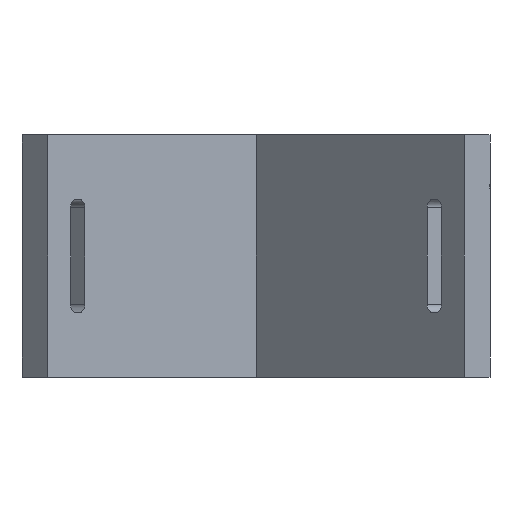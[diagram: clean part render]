
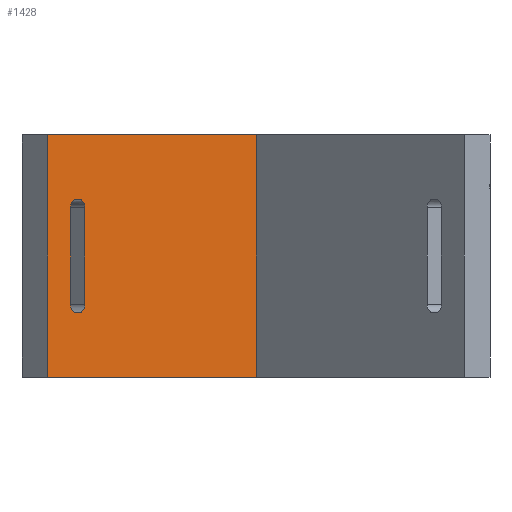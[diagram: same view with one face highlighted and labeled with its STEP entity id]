
A CAD part, left-side view. The second image highlights one B-rep face of the part: STEP entity #1428.
In plain terms, the highlighted planar face has unit normal (-0.707, -0.707, 0).
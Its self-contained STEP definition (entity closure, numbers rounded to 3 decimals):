
#42=FACE_BOUND('',#246,.T.);
#75=PLANE('',#1611);
#157=FACE_OUTER_BOUND('',#245,.T.);
#245=EDGE_LOOP('',(#1276,#1277,#1278,#1279));
#246=EDGE_LOOP('',(#1280,#1281,#1282,#1283,#1284,#1285,#1286,#1287));
#271=CIRCLE('',#1478,1.);
#272=CIRCLE('',#1481,1.);
#273=CIRCLE('',#1485,1.);
#274=CIRCLE('',#1489,1.);
#344=LINE('',#2151,#461);
#348=LINE('',#2174,#465);
#352=LINE('',#2186,#469);
#357=LINE('',#2200,#474);
#367=LINE('',#2259,#484);
#398=LINE('',#2460,#515);
#439=LINE('',#2630,#556);
#440=LINE('',#2631,#557);
#461=VECTOR('',#1681,10.);
#465=VECTOR('',#1693,10.);
#469=VECTOR('',#1705,10.);
#474=VECTOR('',#1720,10.);
#484=VECTOR('',#1748,10.);
#515=VECTOR('',#1821,10.);
#556=VECTOR('',#2040,10.);
#557=VECTOR('',#2041,10.);
#594=VERTEX_POINT('',#2132);
#595=VERTEX_POINT('',#2133);
#598=VERTEX_POINT('',#2150);
#601=VERTEX_POINT('',#2167);
#603=VERTEX_POINT('',#2173);
#605=VERTEX_POINT('',#2179);
#607=VERTEX_POINT('',#2185);
#609=VERTEX_POINT('',#2191);
#626=VERTEX_POINT('',#2256);
#627=VERTEX_POINT('',#2258);
#664=VERTEX_POINT('',#2457);
#665=VERTEX_POINT('',#2459);
#728=EDGE_CURVE('',#594,#595,#271,.T.);
#732=EDGE_CURVE('',#598,#595,#344,.T.);
#736=EDGE_CURVE('',#598,#601,#272,.T.);
#739=EDGE_CURVE('',#603,#601,#348,.T.);
#742=EDGE_CURVE('',#603,#605,#273,.T.);
#745=EDGE_CURVE('',#607,#605,#352,.T.);
#748=EDGE_CURVE('',#607,#609,#274,.T.);
#753=EDGE_CURVE('',#594,#609,#357,.T.);
#771=EDGE_CURVE('',#626,#627,#367,.T.);
#821=EDGE_CURVE('',#664,#665,#398,.T.);
#904=EDGE_CURVE('',#626,#665,#439,.T.);
#905=EDGE_CURVE('',#627,#664,#440,.T.);
#1276=ORIENTED_EDGE('',*,*,#771,.F.);
#1277=ORIENTED_EDGE('',*,*,#904,.T.);
#1278=ORIENTED_EDGE('',*,*,#821,.F.);
#1279=ORIENTED_EDGE('',*,*,#905,.F.);
#1280=ORIENTED_EDGE('',*,*,#739,.T.);
#1281=ORIENTED_EDGE('',*,*,#736,.F.);
#1282=ORIENTED_EDGE('',*,*,#732,.T.);
#1283=ORIENTED_EDGE('',*,*,#728,.F.);
#1284=ORIENTED_EDGE('',*,*,#753,.T.);
#1285=ORIENTED_EDGE('',*,*,#748,.F.);
#1286=ORIENTED_EDGE('',*,*,#745,.T.);
#1287=ORIENTED_EDGE('',*,*,#742,.F.);
#1428=ADVANCED_FACE('',(#157,#42),#75,.T.);
#1478=AXIS2_PLACEMENT_3D('',#2134,#1675,#1676);
#1481=AXIS2_PLACEMENT_3D('',#2168,#1686,#1687);
#1485=AXIS2_PLACEMENT_3D('',#2180,#1698,#1699);
#1489=AXIS2_PLACEMENT_3D('',#2192,#1710,#1711);
#1611=AXIS2_PLACEMENT_3D('',#2629,#2038,#2039);
#1675=DIRECTION('center_axis',(-0.707,-0.707,0.));
#1676=DIRECTION('ref_axis',(0.5,-0.5,0.707));
#1681=DIRECTION('',(0.707,-0.707,0.));
#1686=DIRECTION('center_axis',(-0.707,-0.707,0.));
#1687=DIRECTION('ref_axis',(-0.5,0.5,0.707));
#1693=DIRECTION('',(0.,0.,1.));
#1698=DIRECTION('center_axis',(-0.707,-0.707,0.));
#1699=DIRECTION('ref_axis',(-0.5,0.5,-0.707));
#1705=DIRECTION('',(-0.707,0.707,0.));
#1710=DIRECTION('center_axis',(-0.707,-0.707,0.));
#1711=DIRECTION('ref_axis',(0.5,-0.5,-0.707));
#1720=DIRECTION('',(0.,0.,-1.));
#1748=DIRECTION('',(-0.707,0.707,0.));
#1821=DIRECTION('',(0.707,-0.707,0.));
#2038=DIRECTION('center_axis',(-0.707,-0.707,0.));
#2039=DIRECTION('ref_axis',(0.707,-0.707,0.));
#2040=DIRECTION('',(0.,0.,1.));
#2041=DIRECTION('',(0.,0.,1.));
#2132=CARTESIAN_POINT('',(-27.294,21.213,21.));
#2133=CARTESIAN_POINT('',(-28.001,21.92,22.));
#2134=CARTESIAN_POINT('Origin',(-28.001,21.92,21.));
#2150=CARTESIAN_POINT('',(-28.355,22.274,22.));
#2151=CARTESIAN_POINT('',(-30.476,24.395,22.));
#2167=CARTESIAN_POINT('',(-29.062,22.981,21.));
#2168=CARTESIAN_POINT('Origin',(-28.355,22.274,21.));
#2173=CARTESIAN_POINT('',(-29.062,22.981,9.));
#2174=CARTESIAN_POINT('',(-29.062,22.981,4.));
#2179=CARTESIAN_POINT('',(-28.355,22.274,8.));
#2180=CARTESIAN_POINT('Origin',(-28.355,22.274,9.));
#2185=CARTESIAN_POINT('',(-28.001,21.92,8.));
#2186=CARTESIAN_POINT('',(-29.592,23.511,8.));
#2191=CARTESIAN_POINT('',(-27.294,21.213,9.));
#2192=CARTESIAN_POINT('Origin',(-28.001,21.92,9.));
#2200=CARTESIAN_POINT('',(-27.294,21.213,11.));
#2256=CARTESIAN_POINT('',(-6.081,0.,0.));
#2258=CARTESIAN_POINT('',(-31.89,25.809,0.));
#2259=CARTESIAN_POINT('',(-6.081,0.,0.));
#2457=CARTESIAN_POINT('',(-31.89,25.809,30.));
#2459=CARTESIAN_POINT('',(-6.081,0.,30.));
#2460=CARTESIAN_POINT('',(-6.081,0.,30.));
#2629=CARTESIAN_POINT('Origin',(-31.89,25.809,0.));
#2630=CARTESIAN_POINT('',(-6.081,0.,0.));
#2631=CARTESIAN_POINT('',(-31.89,25.809,0.));
